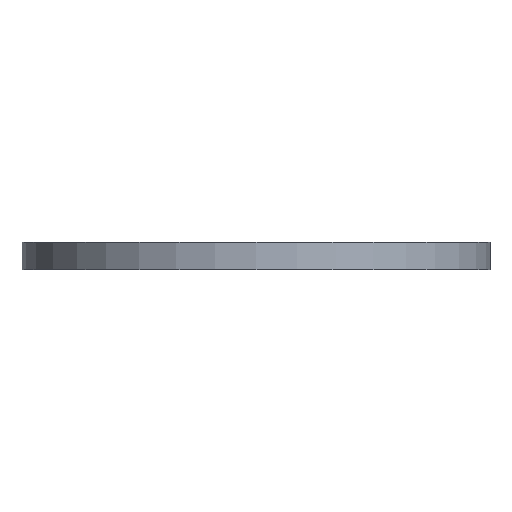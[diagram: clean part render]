
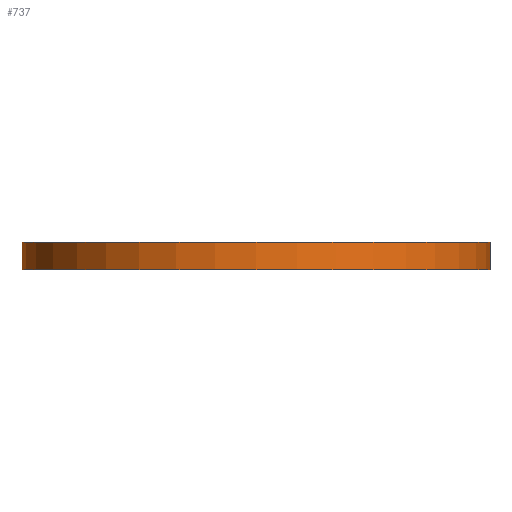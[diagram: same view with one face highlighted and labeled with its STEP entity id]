
A CAD part, front view. The second image highlights one B-rep face of the part: STEP entity #737.
In plain terms, the highlighted cylindrical face has radius 53.511 mm (diameter 107.022 mm), a full revolution.
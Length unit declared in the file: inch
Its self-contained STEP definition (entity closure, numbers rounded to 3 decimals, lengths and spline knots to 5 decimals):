
#70=CIRCLE('',#830,2.10673);
#71=CIRCLE('',#831,2.10673);
#89=CYLINDRICAL_SURFACE('',#829,2.10673);
#123=FACE_OUTER_BOUND('',#159,.T.);
#159=EDGE_LOOP('',(#614,#615,#616,#617));
#245=LINE('',#1249,#311);
#311=VECTOR('',#1039,2.10673);
#378=VERTEX_POINT('',#1246);
#379=VERTEX_POINT('',#1248);
#479=EDGE_CURVE('',#378,#378,#70,.T.);
#480=EDGE_CURVE('',#378,#379,#245,.T.);
#481=EDGE_CURVE('',#379,#379,#71,.T.);
#614=ORIENTED_EDGE('',*,*,#479,.F.);
#615=ORIENTED_EDGE('',*,*,#480,.T.);
#616=ORIENTED_EDGE('',*,*,#481,.T.);
#617=ORIENTED_EDGE('',*,*,#480,.F.);
#737=ADVANCED_FACE('',(#123),#89,.T.);
#829=AXIS2_PLACEMENT_3D('',#1245,#1035,#1036);
#830=AXIS2_PLACEMENT_3D('',#1247,#1037,#1038);
#831=AXIS2_PLACEMENT_3D('',#1250,#1040,#1041);
#1035=DIRECTION('center_axis',(0.,0.,1.));
#1036=DIRECTION('ref_axis',(1.,0.,0.));
#1037=DIRECTION('center_axis',(0.,0.,1.));
#1038=DIRECTION('ref_axis',(1.,0.,0.));
#1039=DIRECTION('',(0.,0.,-1.));
#1040=DIRECTION('center_axis',(0.,0.,1.));
#1041=DIRECTION('ref_axis',(1.,0.,0.));
#1245=CARTESIAN_POINT('Origin',(0.,0.,0.));
#1246=CARTESIAN_POINT('',(-2.10673,0.,0.25));
#1247=CARTESIAN_POINT('Origin',(0.,0.,0.25));
#1248=CARTESIAN_POINT('',(-2.10673,0.,0.));
#1249=CARTESIAN_POINT('',(-2.10673,0.,0.));
#1250=CARTESIAN_POINT('Origin',(0.,0.,0.));
